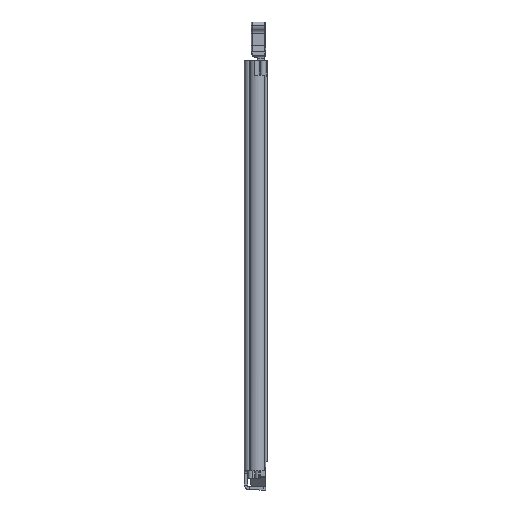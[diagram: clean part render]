
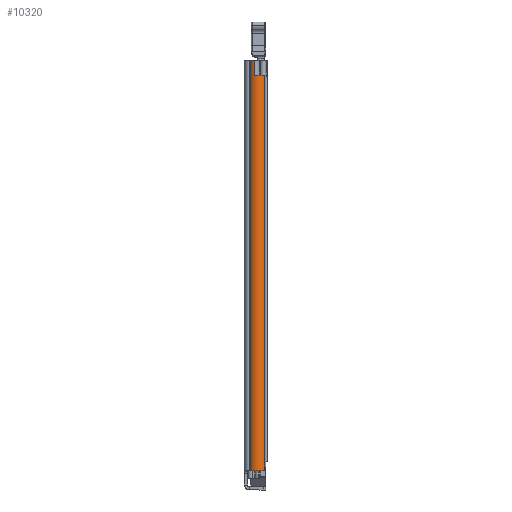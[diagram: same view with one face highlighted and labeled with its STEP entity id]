
A CAD part, front view. The second image highlights one B-rep face of the part: STEP entity #10320.
In plain terms, the highlighted cylindrical face has radius 7.6 mm (diameter 15.2 mm), a partial arc.
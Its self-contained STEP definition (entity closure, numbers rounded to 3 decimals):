
#838 = DIRECTION ( 'NONE',  ( 0., 0., -1. ) ) ;
#1055 = CIRCLE ( 'NONE', #3640, 7.6 ) ;
#1189 = ORIENTED_EDGE ( 'NONE', *, *, #22814, .T. ) ;
#1582 = CARTESIAN_POINT ( 'NONE',  ( 8.413, -37.778, 0. ) ) ;
#1892 = CIRCLE ( 'NONE', #27944, 7.6 ) ;
#2635 = CIRCLE ( 'NONE', #17209, 7.6 ) ;
#3292 = LINE ( 'NONE', #13253, #15283 ) ;
#3640 = AXIS2_PLACEMENT_3D ( 'NONE', #30279, #20781, #23242 ) ;
#3905 = EDGE_LOOP ( 'NONE', ( #12165, #23037, #5932, #1189, #16012, #19990 ) ) ;
#5881 = FACE_OUTER_BOUND ( 'NONE', #3905, .T. ) ;
#5932 = ORIENTED_EDGE ( 'NONE', *, *, #13604, .F. ) ;
#6543 = CARTESIAN_POINT ( 'NONE',  ( 5.244, -35.891, 0. ) ) ;
#6661 = EDGE_CURVE ( 'NONE', #31685, #29649, #3292, .T. ) ;
#7087 = VERTEX_POINT ( 'NONE', #22970 ) ;
#7644 = EDGE_CURVE ( 'NONE', #7087, #27603, #18334, .T. ) ;
#7803 = CARTESIAN_POINT ( 'NONE',  ( 5.244, -35.891, -339.6 ) ) ;
#8542 = VECTOR ( 'NONE', #10996, 1000. ) ;
#10320 = ADVANCED_FACE ( 'NONE', ( #5881 ), #25795, .T. ) ;
#10996 = DIRECTION ( 'NONE',  ( 0., 0., 1. ) ) ;
#12165 = ORIENTED_EDGE ( 'NONE', *, *, #19527, .T. ) ;
#12367 = AXIS2_PLACEMENT_3D ( 'NONE', #13730, #24118, #31172 ) ;
#13253 = CARTESIAN_POINT ( 'NONE',  ( 5.244, -35.891, -355.6 ) ) ;
#13604 = EDGE_CURVE ( 'NONE', #18628, #27603, #2635, .T. ) ;
#13683 = LINE ( 'NONE', #21136, #30922 ) ;
#13730 = CARTESIAN_POINT ( 'NONE',  ( 10.602, -30.5, -355.6 ) ) ;
#15283 = VECTOR ( 'NONE', #23009, 1000. ) ;
#16012 = ORIENTED_EDGE ( 'NONE', *, *, #17066, .T. ) ;
#16601 = CARTESIAN_POINT ( 'NONE',  ( 10.602, -30.5, -12.2 ) ) ;
#17066 = EDGE_CURVE ( 'NONE', #32224, #29649, #1892, .T. ) ;
#17209 = AXIS2_PLACEMENT_3D ( 'NONE', #16601, #19033, #30998 ) ;
#18334 = LINE ( 'NONE', #23532, #8542 ) ;
#18422 = DIRECTION ( 'NONE',  ( 1., 0., 0. ) ) ;
#18628 = VERTEX_POINT ( 'NONE', #21873 ) ;
#19033 = DIRECTION ( 'NONE',  ( 0., 0., 1. ) ) ;
#19527 = EDGE_CURVE ( 'NONE', #31685, #7087, #1055, .T. ) ;
#19569 = CARTESIAN_POINT ( 'NONE',  ( 16.488, -35.307, -12.2 ) ) ;
#19990 = ORIENTED_EDGE ( 'NONE', *, *, #6661, .F. ) ;
#20781 = DIRECTION ( 'NONE',  ( 0., 0., 1. ) ) ;
#21136 = CARTESIAN_POINT ( 'NONE',  ( 8.413, -37.778, -355.6 ) ) ;
#21785 = DIRECTION ( 'NONE',  ( 0., 0., 1. ) ) ;
#21873 = CARTESIAN_POINT ( 'NONE',  ( 8.413, -37.778, -12.2 ) ) ;
#22814 = EDGE_CURVE ( 'NONE', #18628, #32224, #13683, .T. ) ;
#22970 = CARTESIAN_POINT ( 'NONE',  ( 16.488, -35.307, -339.6 ) ) ;
#23009 = DIRECTION ( 'NONE',  ( 0., 0., 1. ) ) ;
#23037 = ORIENTED_EDGE ( 'NONE', *, *, #7644, .T. ) ;
#23242 = DIRECTION ( 'NONE',  ( 1., 0., 0. ) ) ;
#23455 = CARTESIAN_POINT ( 'NONE',  ( 10.602, -30.5, 0. ) ) ;
#23532 = CARTESIAN_POINT ( 'NONE',  ( 16.488, -35.307, -355.6 ) ) ;
#24118 = DIRECTION ( 'NONE',  ( 0., 0., 1. ) ) ;
#25795 = CYLINDRICAL_SURFACE ( 'NONE', #12367, 7.6 ) ;
#27603 = VERTEX_POINT ( 'NONE', #19569 ) ;
#27944 = AXIS2_PLACEMENT_3D ( 'NONE', #23455, #838, #18422 ) ;
#29649 = VERTEX_POINT ( 'NONE', #6543 ) ;
#30279 = CARTESIAN_POINT ( 'NONE',  ( 10.602, -30.5, -339.6 ) ) ;
#30922 = VECTOR ( 'NONE', #21785, 1000. ) ;
#30998 = DIRECTION ( 'NONE',  ( 1., 0., 0. ) ) ;
#31172 = DIRECTION ( 'NONE',  ( 1., 0., 0. ) ) ;
#31685 = VERTEX_POINT ( 'NONE', #7803 ) ;
#32224 = VERTEX_POINT ( 'NONE', #1582 ) ;
